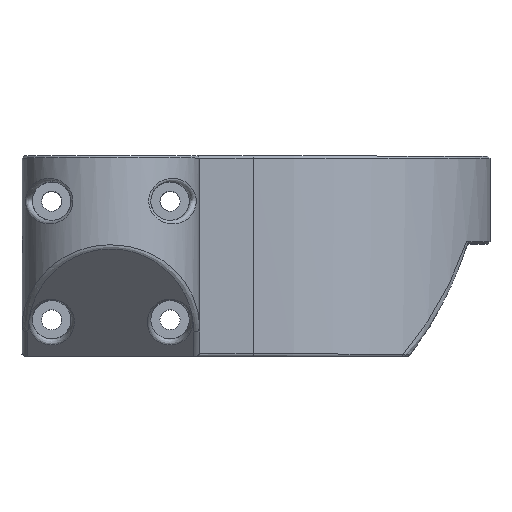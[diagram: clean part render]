
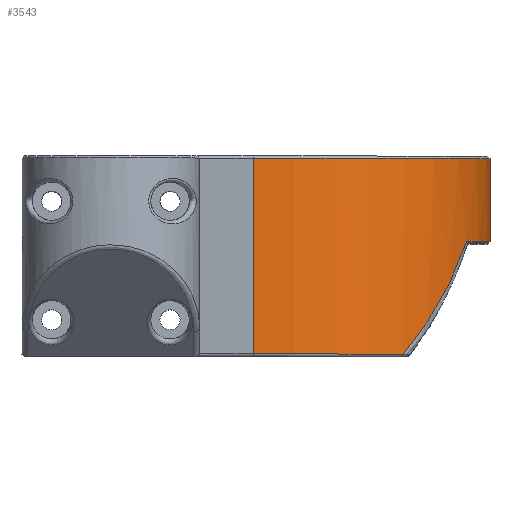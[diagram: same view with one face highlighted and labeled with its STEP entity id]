
A CAD part, top view. The second image highlights one B-rep face of the part: STEP entity #3543.
In plain terms, the highlighted cylindrical face has radius 40 mm (diameter 80 mm), a partial arc.
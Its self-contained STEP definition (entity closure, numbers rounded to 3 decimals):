
#182=ELLIPSE('',#3968,68.562,40.);
#377=FACE_OUTER_BOUND('',#622,.T.);
#622=EDGE_LOOP('',(#3089,#3090,#3091,#3092,#3093,#3094));
#911=LINE('',#7700,#1120);
#923=LINE('',#7775,#1132);
#1120=VECTOR('',#4880,10.);
#1132=VECTOR('',#4928,10.);
#1299=CIRCLE('',#3809,40.);
#1367=CIRCLE('',#3967,40.);
#1368=CIRCLE('',#3969,40.);
#1589=VERTEX_POINT('',#6073);
#1590=VERTEX_POINT('',#6077);
#1697=VERTEX_POINT('',#7698);
#1710=VERTEX_POINT('',#7774);
#1711=VERTEX_POINT('',#7779);
#1712=VERTEX_POINT('',#7781);
#1994=EDGE_CURVE('',#1590,#1589,#1299,.T.);
#2169=EDGE_CURVE('',#1590,#1697,#911,.T.);
#2191=EDGE_CURVE('',#1710,#1589,#923,.T.);
#2194=EDGE_CURVE('',#1711,#1697,#1367,.T.);
#2195=EDGE_CURVE('',#1712,#1711,#182,.T.);
#2196=EDGE_CURVE('',#1710,#1712,#1368,.T.);
#3089=ORIENTED_EDGE('',*,*,#1994,.F.);
#3090=ORIENTED_EDGE('',*,*,#2169,.T.);
#3091=ORIENTED_EDGE('',*,*,#2194,.F.);
#3092=ORIENTED_EDGE('',*,*,#2195,.F.);
#3093=ORIENTED_EDGE('',*,*,#2196,.F.);
#3094=ORIENTED_EDGE('',*,*,#2191,.T.);
#3378=CYLINDRICAL_SURFACE('',#3966,40.);
#3543=ADVANCED_FACE('',(#377),#3378,.T.);
#3809=AXIS2_PLACEMENT_3D('',#6079,#4547,#4548);
#3966=AXIS2_PLACEMENT_3D('',#7778,#4932,#4933);
#3967=AXIS2_PLACEMENT_3D('',#7780,#4934,#4935);
#3968=AXIS2_PLACEMENT_3D('',#7782,#4936,#4937);
#3969=AXIS2_PLACEMENT_3D('',#7783,#4938,#4939);
#4547=DIRECTION('center_axis',(0.,1.,0.));
#4548=DIRECTION('ref_axis',(0.707,0.,0.707));
#4880=DIRECTION('',(0.,-1.,0.));
#4928=DIRECTION('',(0.,1.,0.));
#4932=DIRECTION('center_axis',(0.,-1.,0.));
#4933=DIRECTION('ref_axis',(0.707,0.,0.707));
#4934=DIRECTION('center_axis',(0.,-1.,0.));
#4935=DIRECTION('ref_axis',(0.33,0.,0.944));
#4936=DIRECTION('center_axis',(0.,-0.583,
-0.812));
#4937=DIRECTION('ref_axis',(0.,-0.812,0.583));
#4938=DIRECTION('center_axis',(0.,-1.,0.));
#4939=DIRECTION('ref_axis',(0.707,0.,0.707));
#6073=CARTESIAN_POINT('',(64.05,59.545,17.059));
#6077=CARTESIAN_POINT('',(24.05,59.545,57.059));
#6079=CARTESIAN_POINT('Origin',(24.05,59.545,17.059));
#7698=CARTESIAN_POINT('',(24.05,26.494,57.059));
#7700=CARTESIAN_POINT('',(24.05,57.844,57.059));
#7774=CARTESIAN_POINT('',(64.05,45.544,17.059));
#7775=CARTESIAN_POINT('',(64.05,57.844,17.059));
#7778=CARTESIAN_POINT('Origin',(24.05,57.844,17.059));
#7779=CARTESIAN_POINT('',(49.331,26.494,48.057));
#7780=CARTESIAN_POINT('Origin',(24.05,26.494,17.059));
#7781=CARTESIAN_POINT('',(60.109,45.544,34.373));
#7782=CARTESIAN_POINT('Origin',(24.05,69.647,17.059));
#7783=CARTESIAN_POINT('Origin',(24.05,45.544,17.059));
